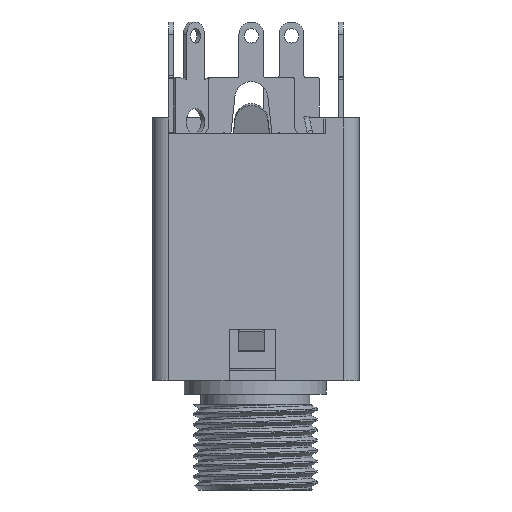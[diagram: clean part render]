
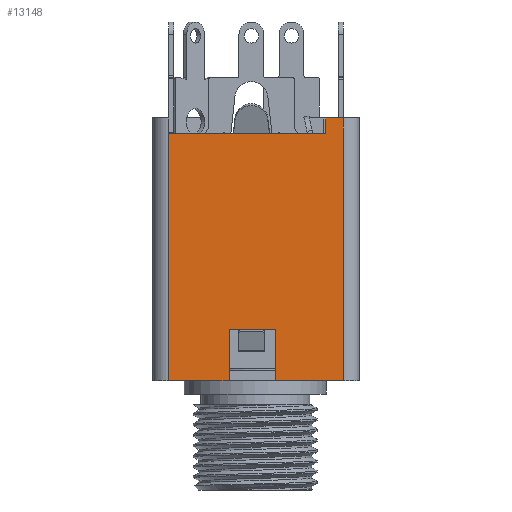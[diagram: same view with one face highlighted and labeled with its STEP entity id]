
A CAD part, front view. The second image highlights one B-rep face of the part: STEP entity #13148.
In plain terms, the highlighted planar face has unit normal (0, -1, 0).
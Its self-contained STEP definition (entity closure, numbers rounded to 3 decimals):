
#306=PLANE('',#14065);
#865=FACE_OUTER_BOUND('',#1609,.T.);
#1609=EDGE_LOOP('',(#10259,#10260,#10261,#10262,#10263,#10264,#10265,#10266,
#10267,#10268));
#3175=LINE('',#23096,#4503);
#3182=LINE('',#23109,#4510);
#3246=LINE('',#23241,#4574);
#3262=LINE('',#23271,#4590);
#3287=LINE('',#23341,#4615);
#3291=LINE('',#23349,#4619);
#3305=LINE('',#23380,#4633);
#3306=LINE('',#23382,#4634);
#3309=LINE('',#23387,#4637);
#3310=LINE('',#23389,#4638);
#4503=VECTOR('',#16022,10.);
#4510=VECTOR('',#16031,10.);
#4574=VECTOR('',#16157,10.);
#4590=VECTOR('',#16181,10.);
#4615=VECTOR('',#16254,10.);
#4619=VECTOR('',#16258,10.);
#4633=VECTOR('',#16298,10.);
#4634=VECTOR('',#16301,10.);
#4637=VECTOR('',#16308,10.);
#4638=VECTOR('',#16311,10.);
#5811=VERTEX_POINT('',#23022);
#5834=VERTEX_POINT('',#23092);
#5835=VERTEX_POINT('',#23094);
#5876=VERTEX_POINT('',#23239);
#5877=VERTEX_POINT('',#23240);
#5887=VERTEX_POINT('',#23270);
#5907=VERTEX_POINT('',#23338);
#5908=VERTEX_POINT('',#23340);
#5911=VERTEX_POINT('',#23346);
#5912=VERTEX_POINT('',#23348);
#7325=EDGE_CURVE('',#5834,#5835,#3175,.T.);
#7332=EDGE_CURVE('',#5835,#5811,#3182,.T.);
#7398=EDGE_CURVE('',#5876,#5877,#3246,.T.);
#7414=EDGE_CURVE('',#5834,#5887,#3262,.T.);
#7452=EDGE_CURVE('',#5907,#5908,#3287,.T.);
#7456=EDGE_CURVE('',#5911,#5912,#3291,.T.);
#7471=EDGE_CURVE('',#5907,#5887,#3305,.T.);
#7472=EDGE_CURVE('',#5908,#5877,#3306,.T.);
#7475=EDGE_CURVE('',#5911,#5876,#3309,.T.);
#7476=EDGE_CURVE('',#5912,#5811,#3310,.T.);
#10259=ORIENTED_EDGE('',*,*,#7332,.T.);
#10260=ORIENTED_EDGE('',*,*,#7476,.F.);
#10261=ORIENTED_EDGE('',*,*,#7456,.F.);
#10262=ORIENTED_EDGE('',*,*,#7475,.T.);
#10263=ORIENTED_EDGE('',*,*,#7398,.T.);
#10264=ORIENTED_EDGE('',*,*,#7472,.F.);
#10265=ORIENTED_EDGE('',*,*,#7452,.F.);
#10266=ORIENTED_EDGE('',*,*,#7471,.T.);
#10267=ORIENTED_EDGE('',*,*,#7414,.F.);
#10268=ORIENTED_EDGE('',*,*,#7325,.T.);
#13148=ADVANCED_FACE('',(#865),#306,.T.);
#14065=AXIS2_PLACEMENT_3D('',#23388,#16309,#16310);
#16022=DIRECTION('',(0.,0.,-1.));
#16031=DIRECTION('',(-1.,0.,0.));
#16157=DIRECTION('',(1.,0.,0.));
#16181=DIRECTION('',(1.,0.,0.));
#16254=DIRECTION('',(-1.,0.,0.));
#16258=DIRECTION('',(-1.,0.,0.));
#16298=DIRECTION('',(0.,0.,1.));
#16301=DIRECTION('',(0.,0.,1.));
#16308=DIRECTION('',(0.,0.,1.));
#16309=DIRECTION('center_axis',(0.,-1.,0.));
#16310=DIRECTION('ref_axis',(1.,0.,0.));
#16311=DIRECTION('',(0.,0.,1.));
#23022=CARTESIAN_POINT('',(-6.6,-7.9,27.1));
#23092=CARTESIAN_POINT('',(5.35,-7.9,28.3));
#23094=CARTESIAN_POINT('',(5.35,-7.9,27.1));
#23096=CARTESIAN_POINT('',(5.35,-7.9,18.3));
#23109=CARTESIAN_POINT('',(-3.613,-7.9,27.1));
#23239=CARTESIAN_POINT('',(-2.,-7.9,12.2));
#23240=CARTESIAN_POINT('',(1.5,-7.9,12.2));
#23241=CARTESIAN_POINT('',(-3.425,-7.9,12.2));
#23270=CARTESIAN_POINT('',(6.7,-7.9,28.3));
#23271=CARTESIAN_POINT('',(-3.275,-7.9,28.3));
#23338=CARTESIAN_POINT('',(6.7,-7.9,8.3));
#23340=CARTESIAN_POINT('',(1.5,-7.9,8.3));
#23341=CARTESIAN_POINT('',(6.7,-7.9,8.3));
#23346=CARTESIAN_POINT('',(-2.,-7.9,8.3));
#23348=CARTESIAN_POINT('',(-6.6,-7.9,8.3));
#23349=CARTESIAN_POINT('',(6.7,-7.9,8.3));
#23380=CARTESIAN_POINT('',(6.7,-7.9,8.3));
#23382=CARTESIAN_POINT('',(1.5,-7.9,8.3));
#23387=CARTESIAN_POINT('',(-2.,-7.9,8.3));
#23388=CARTESIAN_POINT('Origin',(-6.6,-7.9,8.3));
#23389=CARTESIAN_POINT('',(-6.6,-7.9,8.3));
